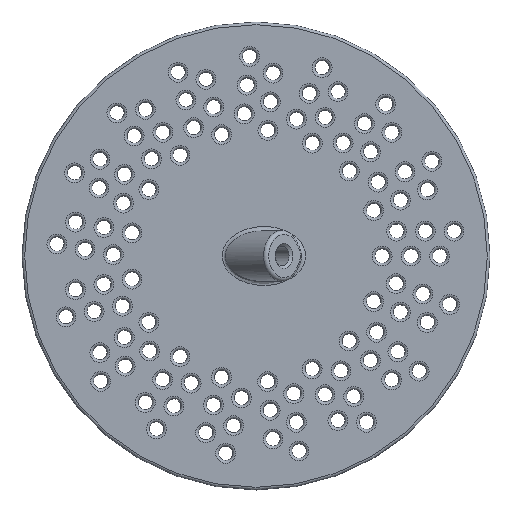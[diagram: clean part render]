
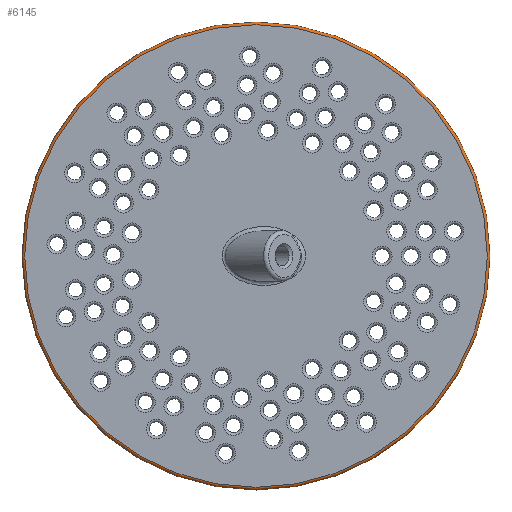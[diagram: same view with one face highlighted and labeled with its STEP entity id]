
A CAD part, top view. The second image highlights one B-rep face of the part: STEP entity #6145.
In plain terms, the highlighted toroidal (fillet/blend) face has major radius 64.338 mm and minor radius 0.75 mm.
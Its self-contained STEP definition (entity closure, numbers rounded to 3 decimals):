
#657=TOROIDAL_SURFACE('',#7211,64.338,0.75);
#981=FACE_OUTER_BOUND('',#1513,.T.);
#1513=EDGE_LOOP('',(#5406,#5407,#5408,#5409));
#1736=CIRCLE('',#6389,64.338);
#1844=CIRCLE('',#6502,65.088);
#2349=CIRCLE('',#7212,0.75);
#2569=VERTEX_POINT('',#10475);
#2676=VERTEX_POINT('',#10698);
#3204=EDGE_CURVE('',#2569,#2569,#1736,.T.);
#3315=EDGE_CURVE('',#2676,#2676,#1844,.T.);
#3923=EDGE_CURVE('',#2569,#2676,#2349,.T.);
#5406=ORIENTED_EDGE('',*,*,#3204,.T.);
#5407=ORIENTED_EDGE('',*,*,#3923,.T.);
#5408=ORIENTED_EDGE('',*,*,#3315,.T.);
#5409=ORIENTED_EDGE('',*,*,#3923,.F.);
#6145=ADVANCED_FACE('',(#981),#657,.T.);
#6389=AXIS2_PLACEMENT_3D('',#10476,#7673,#7674);
#6502=AXIS2_PLACEMENT_3D('',#10699,#7902,#7903);
#7211=AXIS2_PLACEMENT_3D('',#11913,#9423,#9424);
#7212=AXIS2_PLACEMENT_3D('',#11914,#9425,#9426);
#7673=DIRECTION('center_axis',(0.,0.,-1.));
#7674=DIRECTION('ref_axis',(1.,0.,0.));
#7902=DIRECTION('center_axis',(0.,0.,1.));
#7903=DIRECTION('ref_axis',(1.,0.,0.));
#9423=DIRECTION('center_axis',(0.,0.,1.));
#9424=DIRECTION('ref_axis',(1.,0.,0.));
#9425=DIRECTION('center_axis',(0.,-1.,0.));
#9426=DIRECTION('ref_axis',(-1.,0.,0.));
#10475=CARTESIAN_POINT('',(-64.338,0.,1.));
#10476=CARTESIAN_POINT('Origin',(0.,0.,1.));
#10698=CARTESIAN_POINT('',(-65.088,0.,0.25));
#10699=CARTESIAN_POINT('Origin',(0.,0.,0.25));
#11913=CARTESIAN_POINT('Origin',(0.,0.,0.25));
#11914=CARTESIAN_POINT('Origin',(-64.338,0.,0.25));
